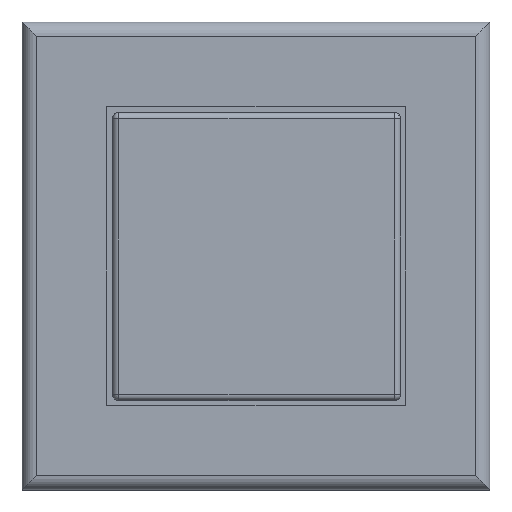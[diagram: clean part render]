
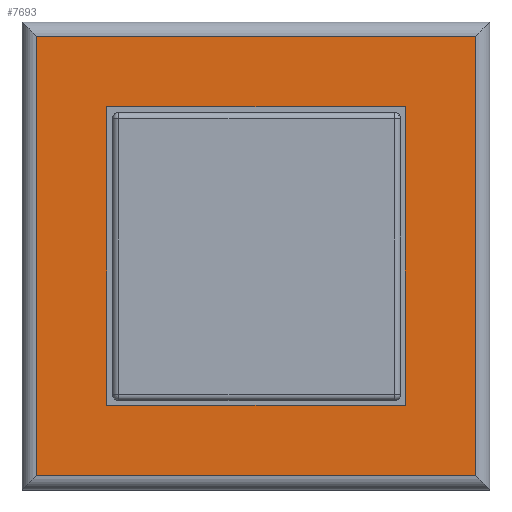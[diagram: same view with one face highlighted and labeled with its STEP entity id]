
A CAD part, top view. The second image highlights one B-rep face of the part: STEP entity #7693.
In plain terms, the highlighted planar face has unit normal (0, 0, 1).
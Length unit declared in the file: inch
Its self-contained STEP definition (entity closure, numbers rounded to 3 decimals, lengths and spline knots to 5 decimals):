
#7470=CARTESIAN_POINT('',(-0.36024,-0.36024,0.5));
#7471=VERTEX_POINT('',#7470);
#7472=CARTESIAN_POINT('',(-0.36024,0.36024,0.5));
#7473=VERTEX_POINT('',#7472);
#7474=CARTESIAN_POINT('',(-0.36024,-0.36024,0.5));
#7475=DIRECTION('',(0.0,1.0,0.0));
#7476=VECTOR('',#7475,0.72047);
#7477=LINE('',#7474,#7476);
#7478=EDGE_CURVE('',#7471,#7473,#7477,.T.);
#7512=CARTESIAN_POINT('',(0.36024,0.36024,0.5));
#7513=VERTEX_POINT('',#7512);
#7514=CARTESIAN_POINT('',(-0.36024,0.36024,0.5));
#7515=DIRECTION('',(1.0,0.0,0.0));
#7516=VECTOR('',#7515,0.72047);
#7517=LINE('',#7514,#7516);
#7518=EDGE_CURVE('',#7473,#7513,#7517,.T.);
#7544=CARTESIAN_POINT('',(0.36024,-0.36024,0.5));
#7545=VERTEX_POINT('',#7544);
#7546=CARTESIAN_POINT('',(0.36024,0.36024,0.5));
#7547=DIRECTION('',(0.0,-1.0,0.0));
#7548=VECTOR('',#7547,0.72047);
#7549=LINE('',#7546,#7548);
#7550=EDGE_CURVE('',#7513,#7545,#7549,.T.);
#7576=CARTESIAN_POINT('',(0.36024,-0.36024,0.5));
#7577=DIRECTION('',(-1.0,0.0,0.0));
#7578=VECTOR('',#7577,0.72047);
#7579=LINE('',#7576,#7578);
#7580=EDGE_CURVE('',#7545,#7471,#7579,.T.);
#7648=CARTESIAN_POINT('',(-0.39626,-0.39626,0.5));
#7649=DIRECTION('',(0.0,0.0,1.0));
#7650=DIRECTION('',(1.0,0.0,0.0));
#7651=AXIS2_PLACEMENT_3D('',#7648,#7649,#7650);
#7652=PLANE('',#7651);
#7653=ORIENTED_EDGE('',*,*,#7478,.F.);
#7654=ORIENTED_EDGE('',*,*,#7580,.F.);
#7655=ORIENTED_EDGE('',*,*,#7550,.F.);
#7656=ORIENTED_EDGE('',*,*,#7518,.F.);
#7657=EDGE_LOOP('',(#7653,#7654,#7655,#7656));
#7658=FACE_OUTER_BOUND('',#7657,.T.);
#7659=CARTESIAN_POINT('',(-0.24508,0.24508,0.5));
#7660=VERTEX_POINT('',#7659);
#7661=CARTESIAN_POINT('',(0.24508,0.24508,0.5));
#7662=VERTEX_POINT('',#7661);
#7663=CARTESIAN_POINT('',(-0.24508,0.24508,0.5));
#7664=DIRECTION('',(1.0,0.0,0.0));
#7665=VECTOR('',#7664,0.49016);
#7666=LINE('',#7663,#7665);
#7667=EDGE_CURVE('',#7660,#7662,#7666,.T.);
#7668=ORIENTED_EDGE('',*,*,#7667,.T.);
#7669=CARTESIAN_POINT('',(0.24508,-0.24508,0.5));
#7670=VERTEX_POINT('',#7669);
#7671=CARTESIAN_POINT('',(0.24508,0.24508,0.5));
#7672=DIRECTION('',(0.0,-1.0,0.0));
#7673=VECTOR('',#7672,0.49016);
#7674=LINE('',#7671,#7673);
#7675=EDGE_CURVE('',#7662,#7670,#7674,.T.);
#7676=ORIENTED_EDGE('',*,*,#7675,.T.);
#7677=CARTESIAN_POINT('',(-0.24508,-0.24508,0.5));
#7678=VERTEX_POINT('',#7677);
#7679=CARTESIAN_POINT('',(0.24508,-0.24508,0.5));
#7680=DIRECTION('',(-1.0,0.0,0.0));
#7681=VECTOR('',#7680,0.49016);
#7682=LINE('',#7679,#7681);
#7683=EDGE_CURVE('',#7670,#7678,#7682,.T.);
#7684=ORIENTED_EDGE('',*,*,#7683,.T.);
#7685=CARTESIAN_POINT('',(-0.24508,-0.24508,0.5));
#7686=DIRECTION('',(0.0,1.0,0.0));
#7687=VECTOR('',#7686,0.49016);
#7688=LINE('',#7685,#7687);
#7689=EDGE_CURVE('',#7678,#7660,#7688,.T.);
#7690=ORIENTED_EDGE('',*,*,#7689,.T.);
#7691=EDGE_LOOP('',(#7668,#7676,#7684,#7690));
#7692=FACE_BOUND('',#7691,.T.);
#7693=ADVANCED_FACE('',(#7658,#7692),#7652,.T.);
